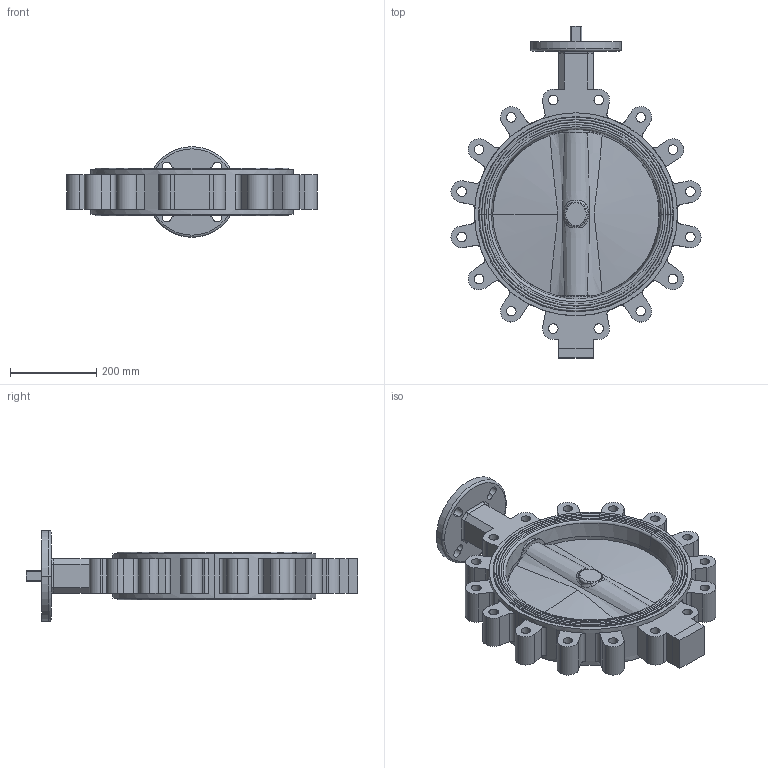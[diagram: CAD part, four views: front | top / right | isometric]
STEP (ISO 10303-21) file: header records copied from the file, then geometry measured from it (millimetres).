
FILE_DESCRIPTION (( 'STEP AP214' ), '1' );
FILE_NAME ('NS-1600-LUG.step', '2019-03-07T20:58:52', ( '' ), ( '' ), 'SwSTEP 2.0', 'SolidWorks 2019', '' );
FILE_SCHEMA (( 'AUTOMOTIVE_DESIGN' ));
Length unit declared in the file: inch
Products named in the file (1): NS-1600-LUG
Bounding box: 579.42 x 768.69 x 210 mm (x, y, z)
Surface area: 1121876.9 mm2 (no closed solid volume)
Topology: 0 solids, 10 shells, 316 faces, 885 edges, 591 vertices
Faces by surface type: cylinder 150, plane 99, torus 25, cone 22, bspline 20
Entity records: 20700 total; most frequent: CARTESIAN_POINT 8295, DIRECTION 1804, ORIENTED_EDGE 1638, EDGE_CURVE 885, AXIS2_PLACEMENT_3D 734, VERTEX_POINT 591, CIRCLE 437, EDGE_LOOP 390
